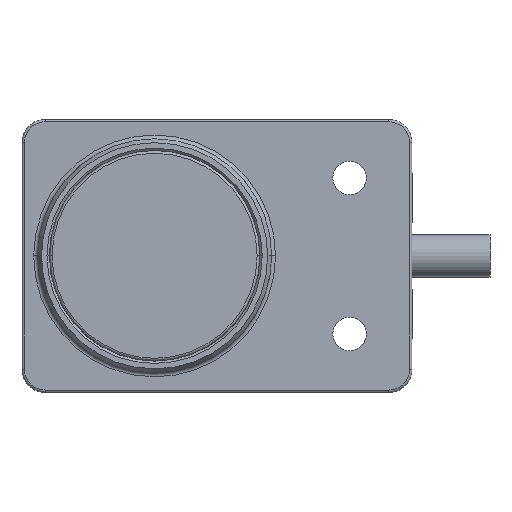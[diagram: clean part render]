
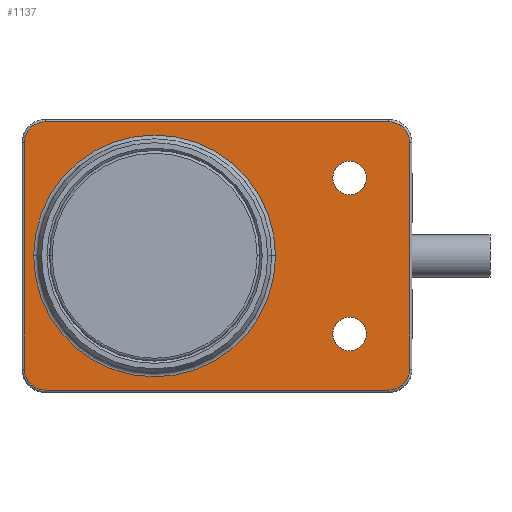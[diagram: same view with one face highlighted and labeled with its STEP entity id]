
A CAD part, top view. The second image highlights one B-rep face of the part: STEP entity #1137.
In plain terms, the highlighted planar face has unit normal (0, 0, 1).
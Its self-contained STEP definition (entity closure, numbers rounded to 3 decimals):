
#121=CARTESIAN_POINT('',(-22.,14.5,5.));
#122=DIRECTION('',(0.,0.,-1.));
#123=DIRECTION('',(-1.,0.,0.));
#124=AXIS2_PLACEMENT_3D('',#121,#122,#123);
#126=CARTESIAN_POINT('',(22.,14.5,5.));
#127=DIRECTION('',(0.,0.,-1.));
#128=DIRECTION('',(0.,1.,0.));
#129=AXIS2_PLACEMENT_3D('',#126,#127,#128);
#131=CARTESIAN_POINT('',(22.,-14.5,5.));
#132=DIRECTION('',(0.,0.,-1.));
#133=DIRECTION('',(1.,0.,0.));
#134=AXIS2_PLACEMENT_3D('',#131,#132,#133);
#136=CARTESIAN_POINT('',(-22.,-14.5,5.));
#137=DIRECTION('',(0.,0.,-1.));
#138=DIRECTION('',(0.,-1.,0.));
#139=AXIS2_PLACEMENT_3D('',#136,#137,#138);
#141=CARTESIAN_POINT('',(17.,10.,5.));
#142=DIRECTION('',(0.,0.,1.));
#143=DIRECTION('',(0.,1.,0.));
#144=AXIS2_PLACEMENT_3D('',#141,#142,#143);
#146=CARTESIAN_POINT('',(17.,10.,5.));
#147=DIRECTION('',(0.,0.,1.));
#148=DIRECTION('',(0.,-1.,0.));
#149=AXIS2_PLACEMENT_3D('',#146,#147,#148);
#151=CARTESIAN_POINT('',(-8.,0.,5.));
#152=DIRECTION('',(0.,0.,1.));
#153=DIRECTION('',(-1.,0.,0.));
#154=AXIS2_PLACEMENT_3D('',#151,#152,#153);
#156=CARTESIAN_POINT('',(-8.,0.,5.));
#157=DIRECTION('',(0.,0.,1.));
#158=DIRECTION('',(1.,0.,0.));
#159=AXIS2_PLACEMENT_3D('',#156,#157,#158);
#161=CARTESIAN_POINT('',(17.,-10.,5.));
#162=DIRECTION('',(0.,0.,1.));
#163=DIRECTION('',(0.,1.,0.));
#164=AXIS2_PLACEMENT_3D('',#161,#162,#163);
#166=CARTESIAN_POINT('',(17.,-10.,5.));
#167=DIRECTION('',(0.,0.,1.));
#168=DIRECTION('',(0.,-1.,0.));
#169=AXIS2_PLACEMENT_3D('',#166,#167,#168);
#171=DIRECTION('',(-1.,0.,0.));
#172=VECTOR('',#171,44.);
#173=CARTESIAN_POINT('',(22.,17.2,5.));
#174=LINE('',#173,#172);
#206=DIRECTION('',(0.,1.,0.));
#207=VECTOR('',#206,29.);
#208=CARTESIAN_POINT('',(24.7,-14.5,5.));
#209=LINE('',#208,#207);
#241=DIRECTION('',(1.,0.,0.));
#242=VECTOR('',#241,44.);
#243=CARTESIAN_POINT('',(-22.,-17.2,5.));
#244=LINE('',#243,#242);
#276=DIRECTION('',(0.,-1.,0.));
#277=VECTOR('',#276,29.);
#278=CARTESIAN_POINT('',(-24.7,14.5,5.));
#279=LINE('',#278,#277);
#380=CARTESIAN_POINT('',(-8.,0.,5.));
#381=DIRECTION('',(0.,0.,-1.));
#382=DIRECTION('',(1.,0.,0.));
#383=AXIS2_PLACEMENT_3D('',#380,#381,#382);
#400=CARTESIAN_POINT('',(-8.,0.,5.));
#401=DIRECTION('',(0.,0.,-1.));
#402=DIRECTION('',(-1.,0.,0.));
#403=AXIS2_PLACEMENT_3D('',#400,#401,#402);
#828=CARTESIAN_POINT('',(-24.7,14.5,5.));
#829=CARTESIAN_POINT('',(-22.,17.2,5.));
#830=VERTEX_POINT('',#828);
#831=VERTEX_POINT('',#829);
#832=CARTESIAN_POINT('',(22.,17.2,5.));
#833=VERTEX_POINT('',#832);
#834=CARTESIAN_POINT('',(24.7,14.5,5.));
#835=VERTEX_POINT('',#834);
#836=CARTESIAN_POINT('',(24.7,-14.5,5.));
#837=VERTEX_POINT('',#836);
#838=CARTESIAN_POINT('',(22.,-17.2,5.));
#839=VERTEX_POINT('',#838);
#840=CARTESIAN_POINT('',(-22.,-17.2,5.));
#841=VERTEX_POINT('',#840);
#842=CARTESIAN_POINT('',(-24.7,-14.5,5.));
#843=VERTEX_POINT('',#842);
#844=CARTESIAN_POINT('',(17.,12.15,5.));
#845=CARTESIAN_POINT('',(17.,7.85,5.));
#846=VERTEX_POINT('',#844);
#847=VERTEX_POINT('',#845);
#848=CARTESIAN_POINT('',(-23.5,0.,5.));
#849=CARTESIAN_POINT('',(7.5,-0.104,5.));
#850=VERTEX_POINT('',#848);
#851=VERTEX_POINT('',#849);
#852=CARTESIAN_POINT('',(7.5,0.,5.));
#853=VERTEX_POINT('',#852);
#854=CARTESIAN_POINT('',(-23.5,0.104,5.));
#855=VERTEX_POINT('',#854);
#856=CARTESIAN_POINT('',(17.,-7.85,5.));
#857=CARTESIAN_POINT('',(17.,-12.15,5.));
#858=VERTEX_POINT('',#856);
#859=VERTEX_POINT('',#857);
#1093=CARTESIAN_POINT('',(0.,0.,5.));
#1094=DIRECTION('',(0.,0.,1.));
#1095=DIRECTION('',(1.,0.,0.));
#1096=AXIS2_PLACEMENT_3D('',#1093,#1094,#1095);
#1097=PLANE('',#1096);
#1098=ORIENTED_EDGE('',*,*,#1076,.T.);
#1100=ORIENTED_EDGE('',*,*,#1099,.F.);
#1102=ORIENTED_EDGE('',*,*,#1101,.T.);
#1104=ORIENTED_EDGE('',*,*,#1103,.F.);
#1106=ORIENTED_EDGE('',*,*,#1105,.T.);
#1108=ORIENTED_EDGE('',*,*,#1107,.F.);
#1110=ORIENTED_EDGE('',*,*,#1109,.T.);
#1112=ORIENTED_EDGE('',*,*,#1111,.F.);
#1113=EDGE_LOOP('',(#1098,#1100,#1102,#1104,#1106,#1108,#1110,#1112));
#1114=FACE_OUTER_BOUND('',#1113,.F.);
#1116=ORIENTED_EDGE('',*,*,#1115,.T.);
#1118=ORIENTED_EDGE('',*,*,#1117,.T.);
#1119=EDGE_LOOP('',(#1116,#1118));
#1120=FACE_BOUND('',#1119,.F.);
#1122=ORIENTED_EDGE('',*,*,#1121,.T.);
#1124=ORIENTED_EDGE('',*,*,#1123,.F.);
#1126=ORIENTED_EDGE('',*,*,#1125,.T.);
#1128=ORIENTED_EDGE('',*,*,#1127,.F.);
#1129=EDGE_LOOP('',(#1122,#1124,#1126,#1128));
#1130=FACE_BOUND('',#1129,.F.);
#1132=ORIENTED_EDGE('',*,*,#1131,.T.);
#1134=ORIENTED_EDGE('',*,*,#1133,.T.);
#1135=EDGE_LOOP('',(#1132,#1134));
#1136=FACE_BOUND('',#1135,.F.);
#1137=ADVANCED_FACE('',(#1114,#1120,#1130,#1136),#1097,.T.);
#125=CIRCLE('',#124,2.7);
#130=CIRCLE('',#129,2.7);
#135=CIRCLE('',#134,2.7);
#140=CIRCLE('',#139,2.7);
#145=CIRCLE('',#144,2.15);
#150=CIRCLE('',#149,2.15);
#155=CIRCLE('',#154,15.5);
#160=CIRCLE('',#159,15.5);
#165=CIRCLE('',#164,2.15);
#170=CIRCLE('',#169,2.15);
#384=CIRCLE('',#383,15.5);
#404=CIRCLE('',#403,15.5);
#1076=EDGE_CURVE('',#830,#831,#125,.T.);
#1099=EDGE_CURVE('',#833,#831,#174,.T.);
#1101=EDGE_CURVE('',#833,#835,#130,.T.);
#1103=EDGE_CURVE('',#837,#835,#209,.T.);
#1105=EDGE_CURVE('',#837,#839,#135,.T.);
#1107=EDGE_CURVE('',#841,#839,#244,.T.);
#1109=EDGE_CURVE('',#841,#843,#140,.T.);
#1111=EDGE_CURVE('',#830,#843,#279,.T.);
#1115=EDGE_CURVE('',#846,#847,#145,.T.);
#1117=EDGE_CURVE('',#847,#846,#150,.T.);
#1121=EDGE_CURVE('',#850,#851,#155,.T.);
#1123=EDGE_CURVE('',#853,#851,#384,.T.);
#1125=EDGE_CURVE('',#853,#855,#160,.T.);
#1127=EDGE_CURVE('',#850,#855,#404,.T.);
#1131=EDGE_CURVE('',#858,#859,#165,.T.);
#1133=EDGE_CURVE('',#859,#858,#170,.T.);
